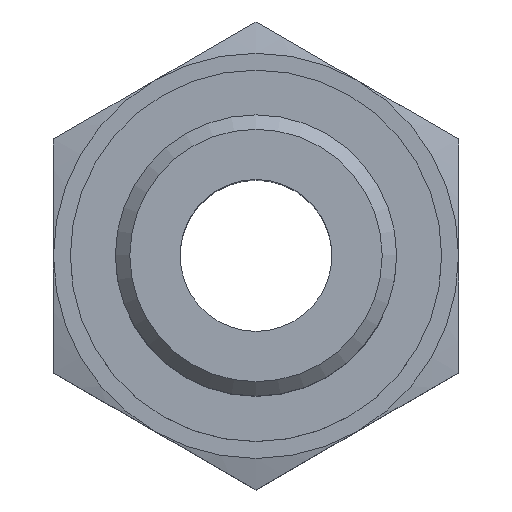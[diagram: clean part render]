
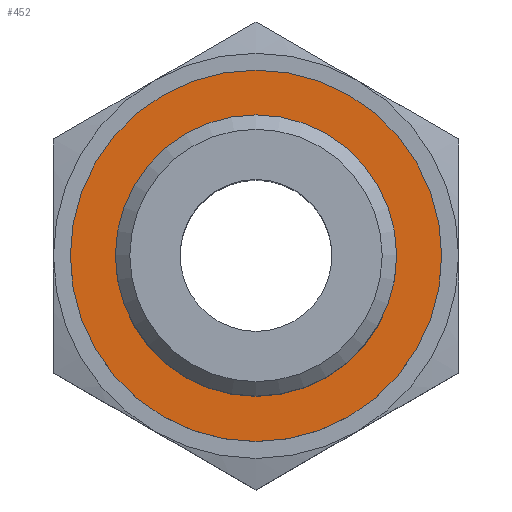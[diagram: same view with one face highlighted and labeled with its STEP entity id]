
A CAD part, top view. The second image highlights one B-rep face of the part: STEP entity #452.
In plain terms, the highlighted planar face has unit normal (0, 0, 1).
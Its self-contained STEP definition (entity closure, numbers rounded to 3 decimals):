
#42=PLANE('',#524);
#73=CIRCLE('',#523,11.);
#74=CIRCLE('',#525,7.475);
#148=ORIENTED_EDGE('',*,*,#239,.T.);
#149=ORIENTED_EDGE('',*,*,#238,.F.);
#238=EDGE_CURVE('',#283,#283,#73,.T.);
#239=EDGE_CURVE('',#284,#284,#74,.T.);
#283=VERTEX_POINT('',#848);
#284=VERTEX_POINT('',#851);
#348=EDGE_LOOP('',(#148));
#349=EDGE_LOOP('',(#149));
#398=FACE_BOUND('',#348,.T.);
#399=FACE_BOUND('',#349,.T.);
#452=ADVANCED_FACE('',(#398,#399),#42,.T.);
#523=AXIS2_PLACEMENT_3D('',#847,#635,#636);
#524=AXIS2_PLACEMENT_3D('',#849,#637,#638);
#525=AXIS2_PLACEMENT_3D('',#850,#639,#640);
#635=DIRECTION('',(0.,0.,-1.));
#636=DIRECTION('',(0.,1.,0.));
#637=DIRECTION('',(0.,0.,1.));
#638=DIRECTION('',(0.,-1.,0.));
#639=DIRECTION('',(0.,0.,-1.));
#640=DIRECTION('',(0.,1.,0.));
#847=CARTESIAN_POINT('',(0.,0.,0.));
#848=CARTESIAN_POINT('',(0.,11.,0.));
#849=CARTESIAN_POINT('',(0.,11.,0.));
#850=CARTESIAN_POINT('',(0.,0.,0.));
#851=CARTESIAN_POINT('',(0.,7.475,0.));
